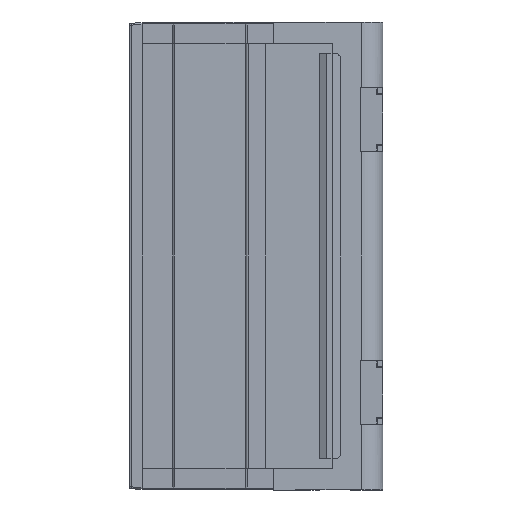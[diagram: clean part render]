
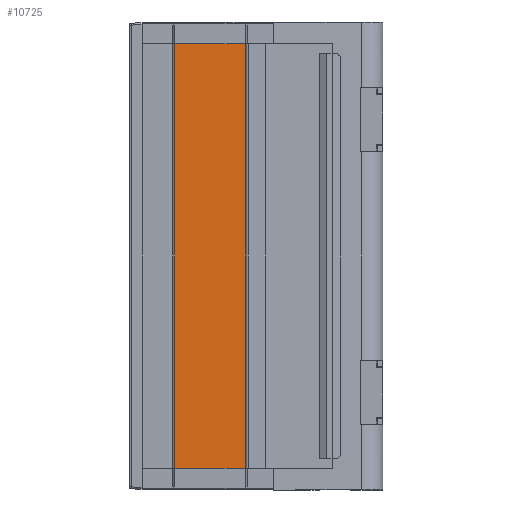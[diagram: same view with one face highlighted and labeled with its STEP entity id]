
A CAD part, left-side view. The second image highlights one B-rep face of the part: STEP entity #10725.
In plain terms, the highlighted planar face has unit normal (-1, 0, 0).
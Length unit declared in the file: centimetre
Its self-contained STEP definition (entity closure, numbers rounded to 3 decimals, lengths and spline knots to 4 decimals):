
#723 = VECTOR ( 'NONE', #27784, 100. ) ;
#808 = CARTESIAN_POINT ( 'NONE',  ( -3.0806, 3.5965, -10.571 ) ) ;
#933 = VERTEX_POINT ( 'NONE', #5604 ) ;
#1047 = ORIENTED_EDGE ( 'NONE', *, *, #4652, .T. ) ;
#1109 = VERTEX_POINT ( 'NONE', #23576 ) ;
#1450 = CARTESIAN_POINT ( 'NONE',  ( -3.0806, 1.9693, -0.5 ) ) ;
#1562 = EDGE_CURVE ( 'NONE', #22196, #4052, #11940, .T. ) ;
#3663 = ORIENTED_EDGE ( 'NONE', *, *, #1562, .T. ) ;
#3981 = CARTESIAN_POINT ( 'NONE',  ( -3.0806, 1.9693, -10.571 ) ) ;
#4052 = VERTEX_POINT ( 'NONE', #1450 ) ;
#4652 = EDGE_CURVE ( 'NONE', #4052, #1109, #6437, .T. ) ;
#5604 = CARTESIAN_POINT ( 'NONE',  ( -3.0806, 3.5965, -10.2 ) ) ;
#6437 = LINE ( 'NONE', #23501, #723 ) ;
#6666 = CARTESIAN_POINT ( 'NONE',  ( -3.0806, 1.9693, -10.2 ) ) ;
#8382 = AXIS2_PLACEMENT_3D ( 'NONE', #808, #15789, #9526 ) ;
#9526 = DIRECTION ( 'NONE',  ( 0., 1., 0. ) ) ;
#10725 = ADVANCED_FACE ( 'NONE', ( #25334 ), #22357, .F. ) ;
#11940 = LINE ( 'NONE', #3981, #14277 ) ;
#14277 = VECTOR ( 'NONE', #18987, 100. ) ;
#15522 = CARTESIAN_POINT ( 'NONE',  ( -3.0806, 3.5965, -10.571 ) ) ;
#15789 = DIRECTION ( 'NONE',  ( 1., 0., 0. ) ) ;
#16248 = VECTOR ( 'NONE', #23873, 100. ) ;
#16477 = EDGE_LOOP ( 'NONE', ( #17107, #18807, #3663, #1047 ) ) ;
#17013 = DIRECTION ( 'NONE',  ( 0., 1., 0. ) ) ;
#17107 = ORIENTED_EDGE ( 'NONE', *, *, #18124, .F. ) ;
#18124 = EDGE_CURVE ( 'NONE', #933, #1109, #26649, .T. ) ;
#18807 = ORIENTED_EDGE ( 'NONE', *, *, #19831, .F. ) ;
#18987 = DIRECTION ( 'NONE',  ( 0., 0., 1. ) ) ;
#19831 = EDGE_CURVE ( 'NONE', #22196, #933, #20161, .T. ) ;
#20161 = LINE ( 'NONE', #21013, #25128 ) ;
#21013 = CARTESIAN_POINT ( 'NONE',  ( -3.0806, 3.5965, -10.2 ) ) ;
#22196 = VERTEX_POINT ( 'NONE', #6666 ) ;
#22357 = PLANE ( 'NONE',  #8382 ) ;
#23501 = CARTESIAN_POINT ( 'NONE',  ( -3.0806, 3.5965, -0.5 ) ) ;
#23576 = CARTESIAN_POINT ( 'NONE',  ( -3.0806, 3.5965, -0.5 ) ) ;
#23873 = DIRECTION ( 'NONE',  ( 0., 0., 1. ) ) ;
#25128 = VECTOR ( 'NONE', #17013, 100. ) ;
#25334 = FACE_OUTER_BOUND ( 'NONE', #16477, .T. ) ;
#26649 = LINE ( 'NONE', #15522, #16248 ) ;
#27784 = DIRECTION ( 'NONE',  ( 0., 1., 0. ) ) ;
